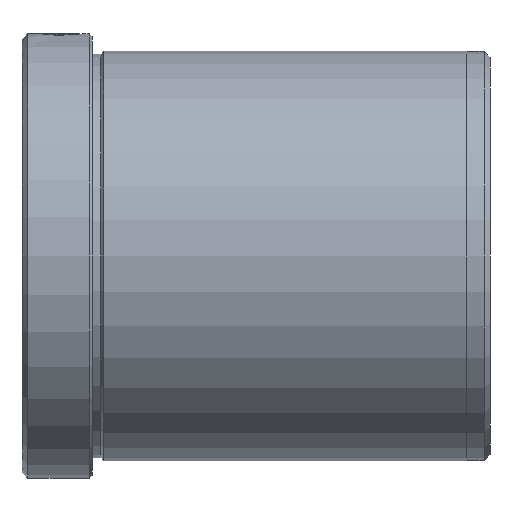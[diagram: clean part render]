
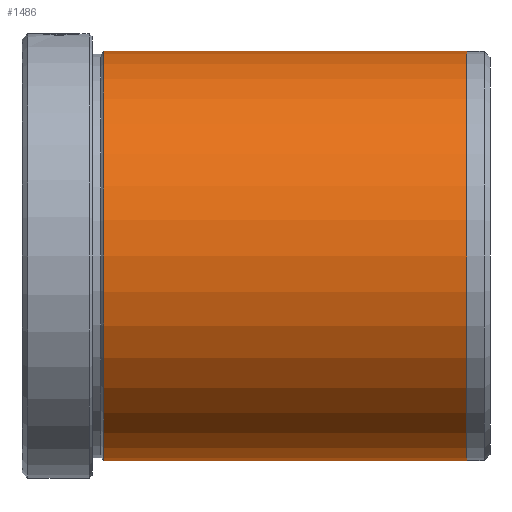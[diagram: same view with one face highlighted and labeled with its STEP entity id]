
A CAD part, left-side view. The second image highlights one B-rep face of the part: STEP entity #1486.
In plain terms, the highlighted cylindrical face has radius 35 mm (diameter 70 mm), a partial arc.
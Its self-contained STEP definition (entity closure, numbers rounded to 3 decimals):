
#31 = ORIENTED_EDGE ( 'NONE', *, *, #211, .F. ) ;
#94 = EDGE_LOOP ( 'NONE', ( #601, #31, #483, #919 ) ) ;
#112 = CYLINDRICAL_SURFACE ( 'NONE', #749, 35. ) ;
#150 = CARTESIAN_POINT ( 'NONE',  ( 0., 0., 0. ) ) ;
#176 = VERTEX_POINT ( 'NONE', #268 ) ;
#211 = EDGE_CURVE ( 'NONE', #176, #730, #215, .T. ) ;
#215 = CIRCLE ( 'NONE', #604, 35. ) ;
#240 = VERTEX_POINT ( 'NONE', #641 ) ;
#251 = DIRECTION ( 'NONE',  ( 0., 1., 0. ) ) ;
#268 = CARTESIAN_POINT ( 'NONE',  ( 0., -76., 35. ) ) ;
#286 = DIRECTION ( 'NONE',  ( 0., 1., 0. ) ) ;
#372 = CARTESIAN_POINT ( 'NONE',  ( 0., -76., 0. ) ) ;
#378 = LINE ( 'NONE', #1091, #1361 ) ;
#380 = DIRECTION ( 'NONE',  ( 0., -1., 0. ) ) ;
#387 = DIRECTION ( 'NONE',  ( 0., 0., -1. ) ) ;
#392 = CARTESIAN_POINT ( 'NONE',  ( 0., -14., 0. ) ) ;
#412 = DIRECTION ( 'NONE',  ( 0., 1., 0. ) ) ;
#483 = ORIENTED_EDGE ( 'NONE', *, *, #591, .T. ) ;
#552 = EDGE_CURVE ( 'NONE', #961, #240, #658, .T. ) ;
#591 = EDGE_CURVE ( 'NONE', #176, #240, #378, .T. ) ;
#598 = CARTESIAN_POINT ( 'NONE',  ( 0., -76., -35. ) ) ;
#601 = ORIENTED_EDGE ( 'NONE', *, *, #990, .F. ) ;
#604 = AXIS2_PLACEMENT_3D ( 'NONE', #372, #380, #387 ) ;
#641 = CARTESIAN_POINT ( 'NONE',  ( 0., -14., 35. ) ) ;
#658 = CIRCLE ( 'NONE', #1211, 35. ) ;
#730 = VERTEX_POINT ( 'NONE', #598 ) ;
#749 = AXIS2_PLACEMENT_3D ( 'NONE', #150, #286, #969 ) ;
#809 = CARTESIAN_POINT ( 'NONE',  ( 0., 0., -35. ) ) ;
#880 = FACE_OUTER_BOUND ( 'NONE', #94, .T. ) ;
#919 = ORIENTED_EDGE ( 'NONE', *, *, #552, .F. ) ;
#941 = DIRECTION ( 'NONE',  ( 0., 1., 0. ) ) ;
#961 = VERTEX_POINT ( 'NONE', #1660 ) ;
#969 = DIRECTION ( 'NONE',  ( 0., 0., 1. ) ) ;
#990 = EDGE_CURVE ( 'NONE', #730, #961, #1780, .T. ) ;
#1091 = CARTESIAN_POINT ( 'NONE',  ( 0., 0., 35. ) ) ;
#1211 = AXIS2_PLACEMENT_3D ( 'NONE', #392, #251, #1782 ) ;
#1361 = VECTOR ( 'NONE', #941, 1000. ) ;
#1420 = VECTOR ( 'NONE', #412, 1000. ) ;
#1486 = ADVANCED_FACE ( 'NONE', ( #880 ), #112, .T. ) ;
#1660 = CARTESIAN_POINT ( 'NONE',  ( 0., -14., -35. ) ) ;
#1780 = LINE ( 'NONE', #809, #1420 ) ;
#1782 = DIRECTION ( 'NONE',  ( 0., 0., 1. ) ) ;
